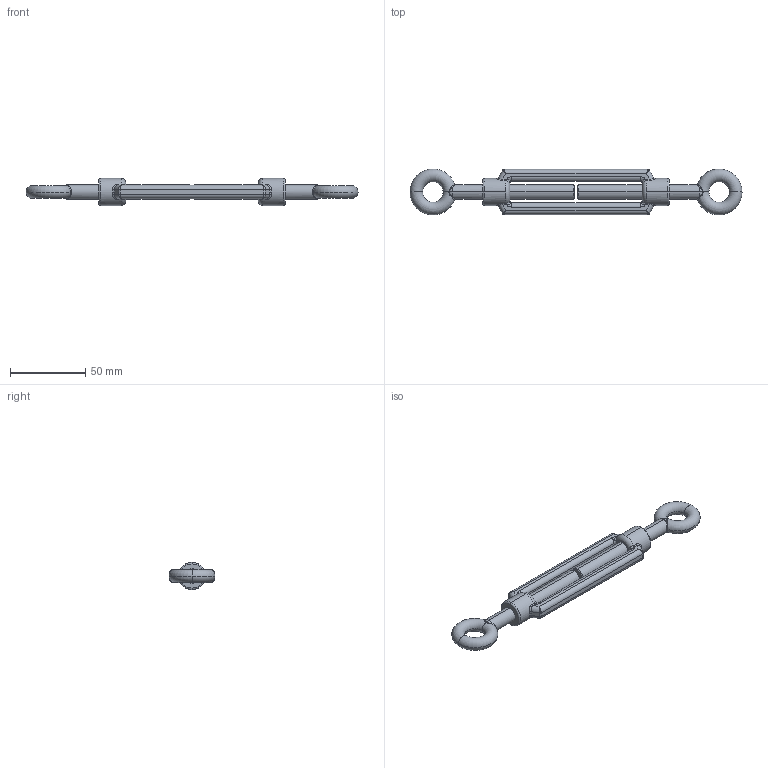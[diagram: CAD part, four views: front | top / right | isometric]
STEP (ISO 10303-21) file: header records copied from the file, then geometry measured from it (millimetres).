
FILE_DESCRIPTION (( 'STEP AP203' ), '1' );
FILE_NAME ('T37601.STEP', '2018-07-20T14:40:37', ( '' ), ( '' ), 'SwSTEP 2.0', 'SolidWorks 2016', '' );
FILE_SCHEMA (( 'CONFIG_CONTROL_DESIGN' ));
Length unit declared in the file: millimetre
Products named in the file (1): T37601
Bounding box: 220.5 x 30.5 x 18 mm (x, y, z)
Volume: 38761.5 mm3; surface area: 15493.2 mm2
Topology: 1 solids, 1 shells, 156 faces, 384 edges, 220 vertices
Faces by surface type: bspline 56, cylinder 44, torus 34, plane 18, cone 4
Entity records: 7401 total; most frequent: CARTESIAN_POINT 4153, ORIENTED_EDGE 752, DIRECTION 574, EDGE_CURVE 376, AXIS2_PLACEMENT_3D 249, VERTEX_POINT 220, EDGE_LOOP 160, ADVANCED_FACE 156
